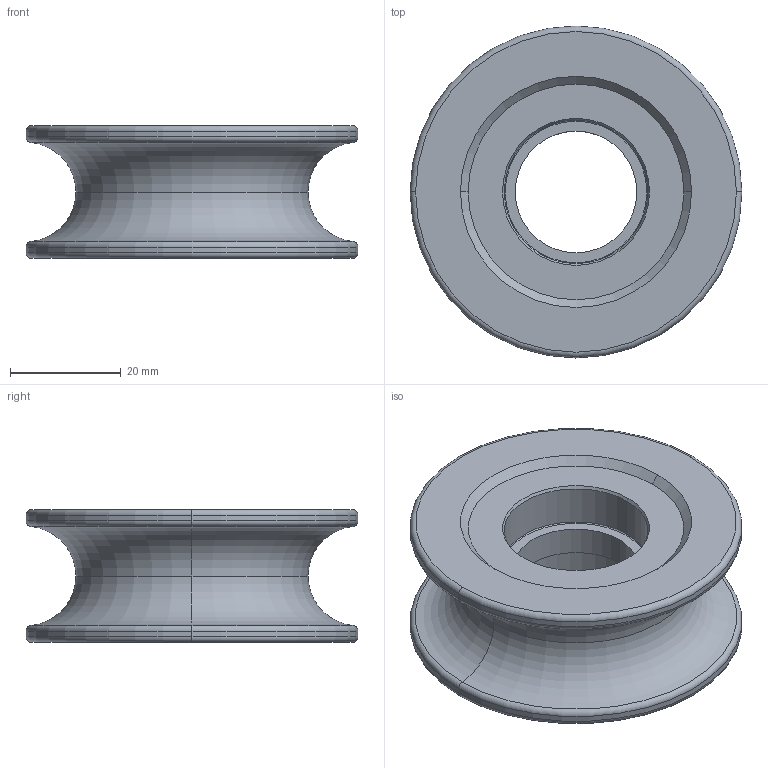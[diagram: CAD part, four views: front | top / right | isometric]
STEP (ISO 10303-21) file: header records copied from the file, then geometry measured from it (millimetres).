
FILE_DESCRIPTION (( 'STEP AP214' ), '1' );
FILE_NAME ('ZTK_PART_USIN_ROUE AVANT EN ALU 16.STEP', '2024-04-10T11:59:21', ( '' ), ( '' ), 'SwSTEP 2.0', 'SolidWorks 2024', '' );
FILE_SCHEMA (( 'AUTOMOTIVE_DESIGN' ));
Length unit declared in the file: millimetre
Products named in the file (1): ZTK_PART_USIN_ROUE AVANT EN ALU 16
Bounding box: 60 x 60 x 24 mm (x, y, z)
Volume: 32707.3 mm3; surface area: 11795.6 mm2
Topology: 1 solids, 1 shells, 40 faces, 80 edges, 46 vertices
Faces by surface type: torus 16, cylinder 10, cone 8, plane 6
Entity records: 1077 total; most frequent: DIRECTION 224, CARTESIAN_POINT 167, ORIENTED_EDGE 160, AXIS2_PLACEMENT_3D 103, EDGE_CURVE 80, CIRCLE 62, VERTEX_POINT 46, EDGE_LOOP 46
